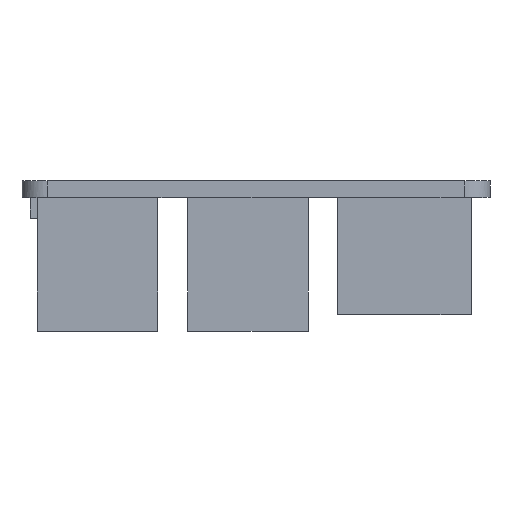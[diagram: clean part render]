
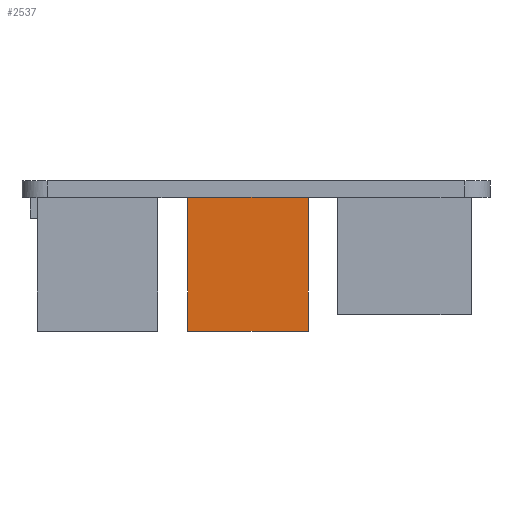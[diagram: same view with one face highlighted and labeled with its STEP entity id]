
A CAD part, front view. The second image highlights one B-rep face of the part: STEP entity #2537.
In plain terms, the highlighted planar face has unit normal (0, -1, 0).
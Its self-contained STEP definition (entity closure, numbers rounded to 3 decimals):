
#451 = PLANE('',#452);
#452 = AXIS2_PLACEMENT_3D('',#453,#454,#455);
#453 = CARTESIAN_POINT('',(16.308,-54.987,0.));
#454 = DIRECTION('',(1.,0.,0.));
#455 = DIRECTION('',(0.,1.,0.));
#507 = PLANE('',#508);
#508 = AXIS2_PLACEMENT_3D('',#509,#510,#511);
#509 = CARTESIAN_POINT('',(30.772,-37.553,0.));
#510 = DIRECTION('',(-1.,-0.,-0.));
#511 = DIRECTION('',(0.,-1.,0.));
#1261 = PLANE('',#1262);
#1262 = AXIS2_PLACEMENT_3D('',#1263,#1264,#1265);
#1263 = CARTESIAN_POINT('',(14.536,-46.27,0.));
#1264 = DIRECTION('',(0.,0.,1.));
#1265 = DIRECTION('',(1.,0.,0.));
#1739 = VERTEX_POINT('',#1740);
#1740 = CARTESIAN_POINT('',(30.772,-54.987,-16.));
#1754 = PLANE('',#1755);
#1755 = AXIS2_PLACEMENT_3D('',#1756,#1757,#1758);
#1756 = CARTESIAN_POINT('',(14.536,-46.27,-16.));
#1757 = DIRECTION('',(0.,0.,1.));
#1758 = DIRECTION('',(1.,0.,0.));
#1766 = EDGE_CURVE('',#1767,#1739,#1769,.T.);
#1767 = VERTEX_POINT('',#1768);
#1768 = CARTESIAN_POINT('',(30.772,-54.987,0.));
#1769 = SURFACE_CURVE('',#1770,(#1774,#1781),.PCURVE_S1.);
#1770 = LINE('',#1771,#1772);
#1771 = CARTESIAN_POINT('',(30.772,-54.987,0.));
#1772 = VECTOR('',#1773,1.);
#1773 = DIRECTION('',(0.,0.,-1.));
#1774 = PCURVE('',#507,#1775);
#1775 = DEFINITIONAL_REPRESENTATION('',(#1776),#1780);
#1776 = LINE('',#1777,#1778);
#1777 = CARTESIAN_POINT('',(17.433,0.));
#1778 = VECTOR('',#1779,1.);
#1779 = DIRECTION('',(0.,-1.));
#1780 = ( GEOMETRIC_REPRESENTATION_CONTEXT(2) 
PARAMETRIC_REPRESENTATION_CONTEXT() REPRESENTATION_CONTEXT('2D SPACE',''
  ) );
#1781 = PCURVE('',#1782,#1787);
#1782 = PLANE('',#1783);
#1783 = AXIS2_PLACEMENT_3D('',#1784,#1785,#1786);
#1784 = CARTESIAN_POINT('',(30.772,-54.987,0.));
#1785 = DIRECTION('',(0.,1.,0.));
#1786 = DIRECTION('',(-1.,0.,0.));
#1787 = DEFINITIONAL_REPRESENTATION('',(#1788),#1792);
#1788 = LINE('',#1789,#1790);
#1789 = CARTESIAN_POINT('',(0.,0.));
#1790 = VECTOR('',#1791,1.);
#1791 = DIRECTION('',(0.,-1.));
#1792 = ( GEOMETRIC_REPRESENTATION_CONTEXT(2) 
PARAMETRIC_REPRESENTATION_CONTEXT() REPRESENTATION_CONTEXT('2D SPACE',''
  ) );
#1868 = EDGE_CURVE('',#1869,#1871,#1873,.T.);
#1869 = VERTEX_POINT('',#1870);
#1870 = CARTESIAN_POINT('',(16.308,-54.987,0.));
#1871 = VERTEX_POINT('',#1872);
#1872 = CARTESIAN_POINT('',(16.308,-54.987,-16.));
#1873 = SURFACE_CURVE('',#1874,(#1878,#1885),.PCURVE_S1.);
#1874 = LINE('',#1875,#1876);
#1875 = CARTESIAN_POINT('',(16.308,-54.987,0.));
#1876 = VECTOR('',#1877,1.);
#1877 = DIRECTION('',(0.,0.,-1.));
#1878 = PCURVE('',#451,#1879);
#1879 = DEFINITIONAL_REPRESENTATION('',(#1880),#1884);
#1880 = LINE('',#1881,#1882);
#1881 = CARTESIAN_POINT('',(0.,0.));
#1882 = VECTOR('',#1883,1.);
#1883 = DIRECTION('',(0.,-1.));
#1884 = ( GEOMETRIC_REPRESENTATION_CONTEXT(2) 
PARAMETRIC_REPRESENTATION_CONTEXT() REPRESENTATION_CONTEXT('2D SPACE',''
  ) );
#1885 = PCURVE('',#1782,#1886);
#1886 = DEFINITIONAL_REPRESENTATION('',(#1887),#1891);
#1887 = LINE('',#1888,#1889);
#1888 = CARTESIAN_POINT('',(14.464,0.));
#1889 = VECTOR('',#1890,1.);
#1890 = DIRECTION('',(0.,-1.));
#1891 = ( GEOMETRIC_REPRESENTATION_CONTEXT(2) 
PARAMETRIC_REPRESENTATION_CONTEXT() REPRESENTATION_CONTEXT('2D SPACE',''
  ) );
#2453 = EDGE_CURVE('',#1767,#1869,#2454,.T.);
#2454 = SURFACE_CURVE('',#2455,(#2459,#2466),.PCURVE_S1.);
#2455 = LINE('',#2456,#2457);
#2456 = CARTESIAN_POINT('',(30.772,-54.987,0.));
#2457 = VECTOR('',#2458,1.);
#2458 = DIRECTION('',(-1.,0.,0.));
#2459 = PCURVE('',#1261,#2460);
#2460 = DEFINITIONAL_REPRESENTATION('',(#2461),#2465);
#2461 = LINE('',#2462,#2463);
#2462 = CARTESIAN_POINT('',(16.236,-8.717));
#2463 = VECTOR('',#2464,1.);
#2464 = DIRECTION('',(-1.,0.));
#2465 = ( GEOMETRIC_REPRESENTATION_CONTEXT(2) 
PARAMETRIC_REPRESENTATION_CONTEXT() REPRESENTATION_CONTEXT('2D SPACE',''
  ) );
#2466 = PCURVE('',#1782,#2467);
#2467 = DEFINITIONAL_REPRESENTATION('',(#2468),#2472);
#2468 = LINE('',#2469,#2470);
#2469 = CARTESIAN_POINT('',(0.,0.));
#2470 = VECTOR('',#2471,1.);
#2471 = DIRECTION('',(1.,0.));
#2472 = ( GEOMETRIC_REPRESENTATION_CONTEXT(2) 
PARAMETRIC_REPRESENTATION_CONTEXT() REPRESENTATION_CONTEXT('2D SPACE',''
  ) );
#2537 = ADVANCED_FACE('',(#2538),#1782,.F.);
#2538 = FACE_BOUND('',#2539,.F.);
#2539 = EDGE_LOOP('',(#2540,#2541,#2562,#2563));
#2540 = ORIENTED_EDGE('',*,*,#1766,.T.);
#2541 = ORIENTED_EDGE('',*,*,#2542,.T.);
#2542 = EDGE_CURVE('',#1739,#1871,#2543,.T.);
#2543 = SURFACE_CURVE('',#2544,(#2548,#2555),.PCURVE_S1.);
#2544 = LINE('',#2545,#2546);
#2545 = CARTESIAN_POINT('',(30.772,-54.987,-16.));
#2546 = VECTOR('',#2547,1.);
#2547 = DIRECTION('',(-1.,0.,0.));
#2548 = PCURVE('',#1782,#2549);
#2549 = DEFINITIONAL_REPRESENTATION('',(#2550),#2554);
#2550 = LINE('',#2551,#2552);
#2551 = CARTESIAN_POINT('',(0.,-16.));
#2552 = VECTOR('',#2553,1.);
#2553 = DIRECTION('',(1.,0.));
#2554 = ( GEOMETRIC_REPRESENTATION_CONTEXT(2) 
PARAMETRIC_REPRESENTATION_CONTEXT() REPRESENTATION_CONTEXT('2D SPACE',''
  ) );
#2555 = PCURVE('',#1754,#2556);
#2556 = DEFINITIONAL_REPRESENTATION('',(#2557),#2561);
#2557 = LINE('',#2558,#2559);
#2558 = CARTESIAN_POINT('',(16.236,-8.717));
#2559 = VECTOR('',#2560,1.);
#2560 = DIRECTION('',(-1.,0.));
#2561 = ( GEOMETRIC_REPRESENTATION_CONTEXT(2) 
PARAMETRIC_REPRESENTATION_CONTEXT() REPRESENTATION_CONTEXT('2D SPACE',''
  ) );
#2562 = ORIENTED_EDGE('',*,*,#1868,.F.);
#2563 = ORIENTED_EDGE('',*,*,#2453,.F.);
